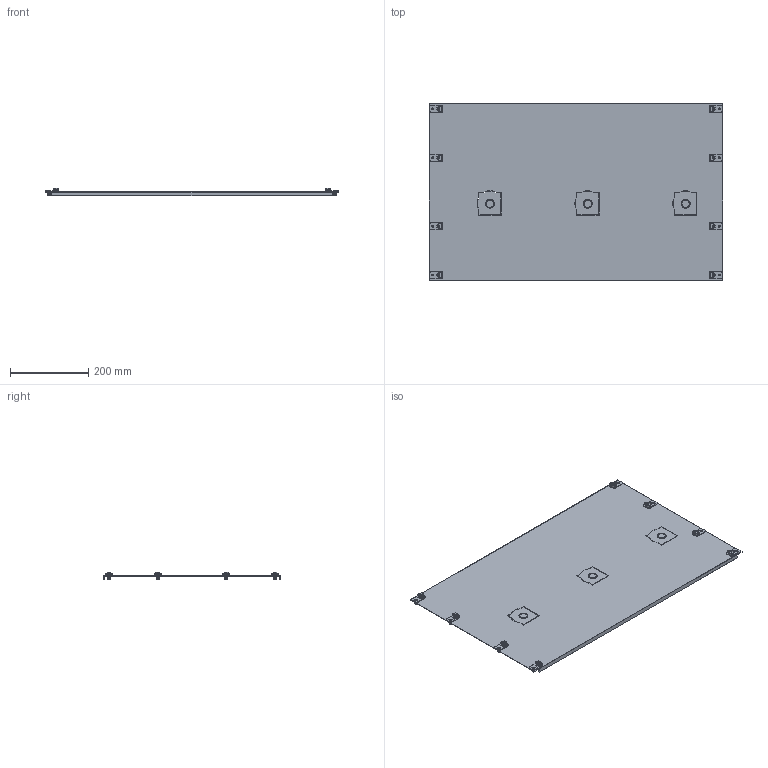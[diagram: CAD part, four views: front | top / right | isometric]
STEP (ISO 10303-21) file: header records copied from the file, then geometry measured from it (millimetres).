
FILE_DESCRIPTION((''),'2;1');
FILE_NAME('3_-_3_F_ASM_ASM','2023-01-25T12:12:58',('klemen.sitar'),('Audax d.o.o.'),'CREO PARAMETRIC BY PTC INC, 2021304','CREO PARAMETRIC BY PTC INC, 2021304','');
FILE_SCHEMA(('AP242_MANAGED_MODEL_BASED_3D_ENGINEERING_MIM_LF { 1 0 10303 442 1 1 4 }'));
Products named in the file (26): PRT0002_1_1_1_1_1_1_1_1_1_1_1_2; PRT0002_1_1_1_1_1_1_1_1_1_1_1_4; 001340057_CP_1_4_3_PF_ASM_1_1_A_ASM; ASM0001_ASM_1_ASM_1_ASM_1_ASM; PRT0002_1_1_1_1_1_1_2_3_1_1_1_1; PRT0003_1_1_1_1_1_1_2_3_1_1_1_1; BLACK_PIN_ASM_1_ASM_1_ASM_1_A_2_ASM; PRT0002_1_1_1_1_1_1_2_1_1_-26_1; PRT0003_1_1_1_1_1_1_2_1_1_-46_1; BLACK_PIN_ASM_1_ASM_1_ASM_1_A_3_ASM; PRT0002_1_1_1_1_2_1_1_1_1_1_1_2; PRT0003_1_1_1_1_1_2_3_1_1_1_1_2; 001101443_CP_1_3_F_ASM_1_ASM__2_ASM; PRT0002_1_1_1_1_1_1_2_1_1-176_1; PRT0003_1_1_1_1_1_1_2_1_1-196_1; BLACK_PIN_ASM_1_ASM_1_ASM_1_A_5_ASM; PRT0002_1_1_1_1_1_1_2_3_1_1_1_3; PRT0003_1_1_1_1_1_1_2_3_1_1_1_3; BLACK_PIN_ASM_1_ASM_1_ASM_1_A_6_ASM; PRT0002_1_1_1_1_2_3_1_1_1_1_1_2; PRT0003_1_1_1_1_1_1_2_3_4_5_1_1; 001101443_CP_1_3_F_ASM_1_ASM__3_ASM; PRT0002_1_1_1_1_1_1; T1_ASM_1_ASM; CP_S1-PART_ASM; 3_-_3_F_ASM_ASM
Assembly tree (29 placements, depth 4):
  3_-_3_F_ASM_ASM
    PRT0002_1_1_1_1_1_1_1_1_1_1_1_2
    ASM0001_ASM_1_ASM_1_ASM_1_ASM
      001340057_CP_1_4_3_PF_ASM_1_1_A_ASM
        PRT0002_1_1_1_1_1_1_1_1_1_1_1_4
    BLACK_PIN_ASM_1_ASM_1_ASM_1_A_2_ASM
      PRT0002_1_1_1_1_1_1_2_3_1_1_1_1
      PRT0003_1_1_1_1_1_1_2_3_1_1_1_1
    BLACK_PIN_ASM_1_ASM_1_ASM_1_A_3_ASM
      PRT0002_1_1_1_1_1_1_2_1_1_-26_1
      PRT0003_1_1_1_1_1_1_2_1_1_-46_1
    001101443_CP_1_3_F_ASM_1_ASM__2_ASM  x2
      PRT0002_1_1_1_1_2_1_1_1_1_1_1_2
      PRT0003_1_1_1_1_1_2_3_1_1_1_1_2
    BLACK_PIN_ASM_1_ASM_1_ASM_1_A_5_ASM
      PRT0002_1_1_1_1_1_1_2_1_1-176_1
      PRT0003_1_1_1_1_1_1_2_1_1-196_1
    BLACK_PIN_ASM_1_ASM_1_ASM_1_A_6_ASM
      PRT0002_1_1_1_1_1_1_2_3_1_1_1_3
      PRT0003_1_1_1_1_1_1_2_3_1_1_1_3
    001101443_CP_1_3_F_ASM_1_ASM__3_ASM  x2
      PRT0002_1_1_1_1_2_3_1_1_1_1_1_2
      PRT0003_1_1_1_1_1_1_2_3_4_5_1_1
    CP_S1-PART_ASM  x3
      T1_ASM_1_ASM
        PRT0002_1_1_1_1_1_1
Bounding box: 750 x 450 x 18.6 mm (x, y, z)
Volume: 371525.9 mm3; surface area: 725202.4 mm2
Topology: 20 solids, 20 shells, 776 faces, 2508 edges, 2042 vertices
Faces by surface type: plane 490, cylinder 270, cone 16
Entity records: 52235 total; most frequent: PRESENTATION_LAYER_ASSIGNMENT 17834, CARTESIAN_POINT 4818, DIRECTION 3882, ORIENTED_EDGE 3320, PRESENTATION_STYLE_ASSIGNMENT 2067, STYLED_ITEM 2067, CURVE_STYLE 1968, EDGE_CURVE 1660
